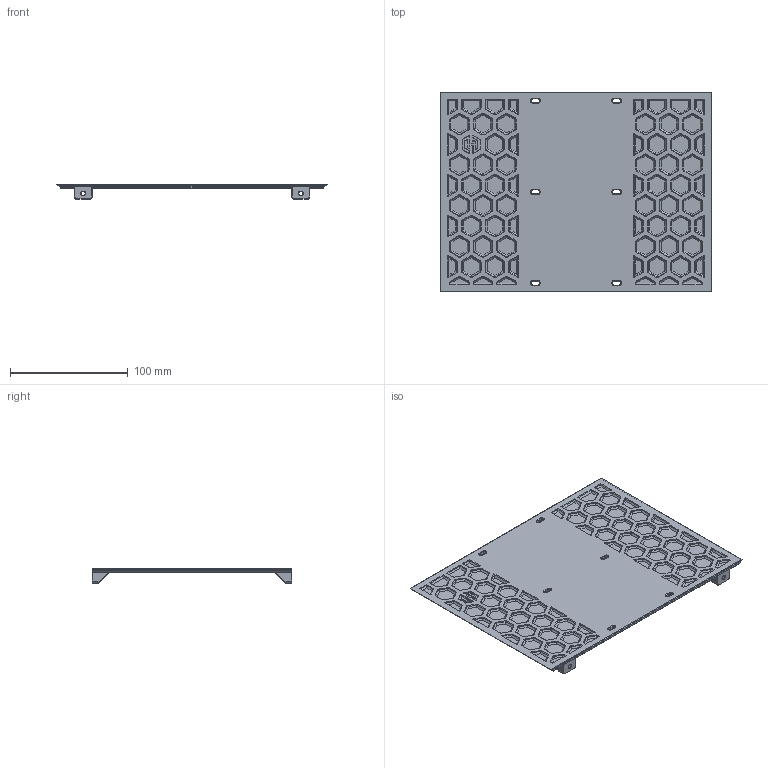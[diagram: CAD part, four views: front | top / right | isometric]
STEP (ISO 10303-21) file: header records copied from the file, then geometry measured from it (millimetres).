
FILE_DESCRIPTION(/* description */ (''),/* implementation_level */ '2;1');
FILE_NAME(/* name */ 'Hex_Mid_Panel_MMU.step',/* time_stamp */ '2024-06-13T08:20:37+01:00',/* author */ (''),/* organization */ (''),/* preprocessor_version */ 'ST-DEVELOPER v20',/* originating_system */ 'Autodesk Translation Framework v13.14.0.145',/* authorisation */ '');
FILE_SCHEMA (('AUTOMOTIVE_DESIGN { 1 0 10303 214 3 1 1 }'));
Length unit declared in the file: millimetre
Products named in the file (1): Hex_Mid_Panel_MMU
Bounding box: 230 x 170 x 12.57 mm (x, y, z)
Volume: 100022.8 mm3; surface area: 201592.9 mm2
Topology: 3 solids, 3 shells, 1762 faces, 5104 edges, 3352 vertices
Faces by surface type: plane 918, cone 748, cylinder 76, bspline 20
Full cylindrical faces by diameter (mm): 3.3 x4, 6 x4
Entity records: 59289 total; most frequent: CARTESIAN_POINT 11143, ORIENTED_EDGE 10208, DIRECTION 9986, EDGE_CURVE 5104, LINE 3452, VECTOR 3452, VERTEX_POINT 3352, AXIS2_PLACEMENT_3D 3267
